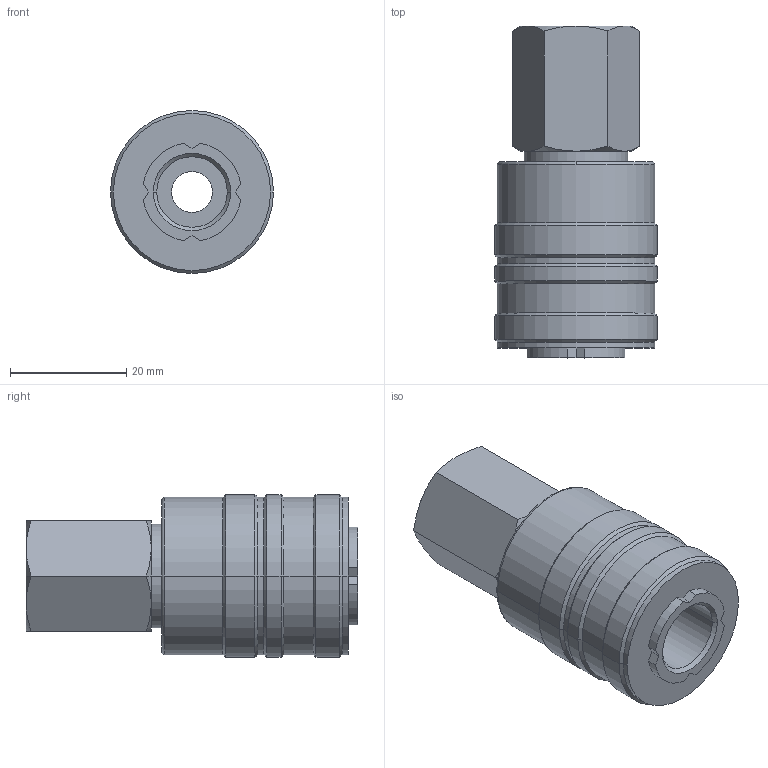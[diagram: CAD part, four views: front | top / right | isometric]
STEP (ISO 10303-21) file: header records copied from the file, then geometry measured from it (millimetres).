
FILE_DESCRIPTION(('STEP AP214'),'1');
FILE_NAME('esis_38_i.stp','2020-03-05T09:04:43',('TraceParts'),('TraceParts S.A.'),'Spatial InterOp 3D',' ',' ');
FILE_SCHEMA(('automotive_design'));
Length unit declared in the file: millimetre
Products named in the file (1): 1
Bounding box: 28 x 57 x 28 mm (x, y, z)
Volume: 21157.5 mm3; surface area: 7432.7 mm2
Topology: 1 solids, 1 shells, 81 faces, 179 edges, 105 vertices
Faces by surface type: cone 32, cylinder 26, plane 21, torus 2
Entity records: 2900 total; most frequent: CARTESIAN_POINT 462, DIRECTION 398, ORIENTED_EDGE 358, EDGE_CURVE 179, AXIS2_PLACEMENT_3D 161, VERTEX_POINT 105, EDGE_LOOP 88, STYLED_ITEM 81
